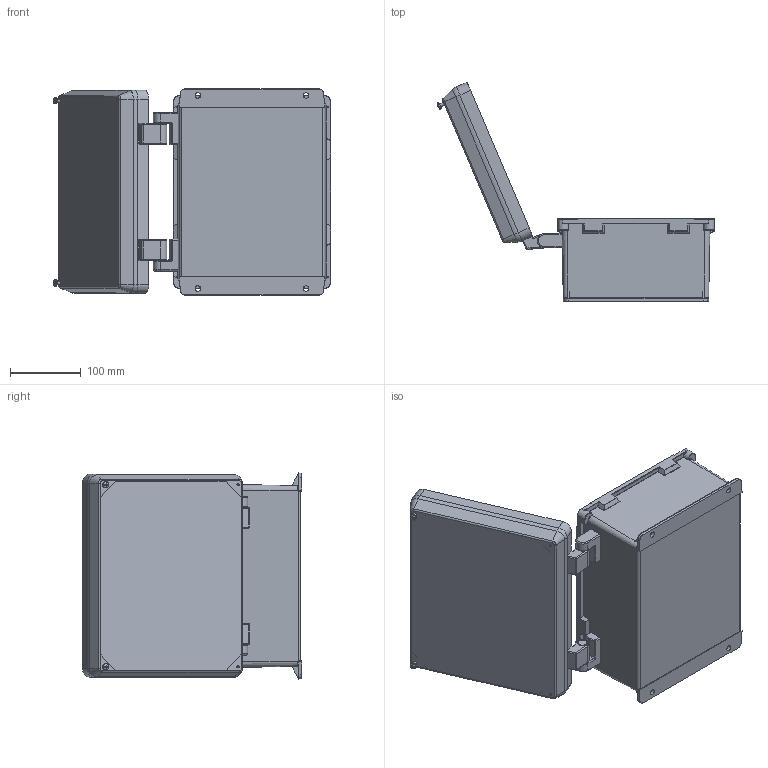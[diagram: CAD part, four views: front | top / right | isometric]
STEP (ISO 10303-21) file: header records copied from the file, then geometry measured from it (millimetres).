
FILE_DESCRIPTION (( 'STEP AP214' ), '1' );
FILE_NAME ('NBN100805.STEP', '2018-02-22T21:52:03', ( '' ), ( '' ), 'SwSTEP 2.0', 'SolidWorks 2017', '' );
FILE_SCHEMA (( 'AUTOMOTIVE_DESIGN' ));
Length unit declared in the file: inch
Products named in the file (8): NBN100805; 10-32 NEMA PLATE SCREW; NBN_LidScrew; NBN_Hinge_Plug; NBN_Hinge_2; NBN_Hinge_1; NBN100805_Lid; NBN100805_Box
Assembly tree (18 placements, depth 2):
  NBN100805
    NBN100805_Box
    NBN100805_Lid
    NBN_Hinge_1  x2
    NBN_Hinge_2  x2
    NBN_Hinge_Plug  x2
    NBN_LidScrew  x2
    10-32 NEMA PLATE SCREW  x8
Bounding box: 391.92 x 310.14 x 291.44 mm (x, y, z)
Volume: 1195283.7 mm3; surface area: 744604.6 mm2
Topology: 18 solids, 18 shells, 1286 faces, 2976 edges, 1742 vertices
Faces by surface type: plane 482, cylinder 342, cone 248, torus 84, sphere 66, bspline 64
Full cylindrical faces by diameter (mm): 3.861 x8, 4.216 x2, 4.775 x2, 4.826 x4, 6.147 x12, 6.24 x4, 7.112 x4, 7.518 x4, 9.296 x8, 10.16 x4, 10.922 x2, 12.027 x2, 12.446 x2, 12.497 x2, 13.208 x2
Entity records: 26609 total; most frequent: CARTESIAN_POINT 6478, DIRECTION 4065, ORIENTED_EDGE 3806, EDGE_CURVE 1903, AXIS2_PLACEMENT_3D 1551, VERTEX_POINT 1220, EDGE_LOOP 1147, FACE_OUTER_BOUND 964
